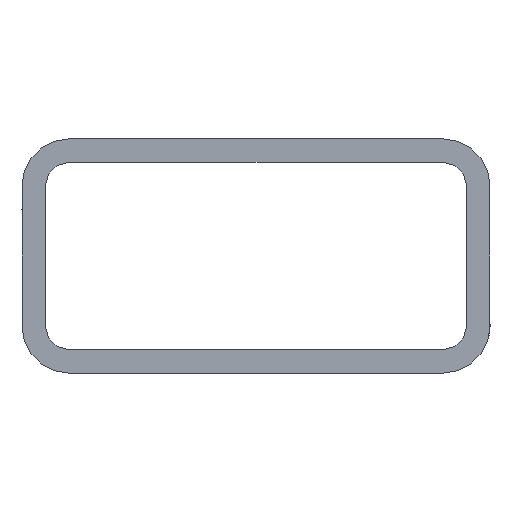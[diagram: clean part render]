
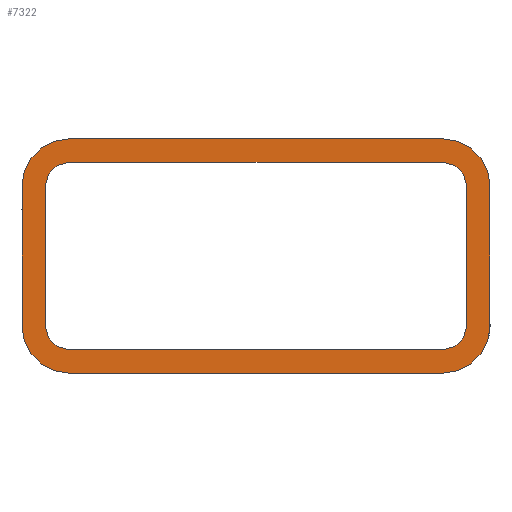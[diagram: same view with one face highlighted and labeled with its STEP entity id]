
A CAD part, front view. The second image highlights one B-rep face of the part: STEP entity #7322.
In plain terms, the highlighted planar face has unit normal (0, -1, 0).
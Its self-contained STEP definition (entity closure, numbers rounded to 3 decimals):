
#8 = CARTESIAN_POINT ( 'NONE',  ( 70., -3250., -16.25 ) ) ;
#99 = EDGE_CURVE ( 'NONE', #9975, #2587, #9365, .T. ) ;
#168 = EDGE_CURVE ( 'NONE', #6799, #210, #1467, .T. ) ;
#210 = VERTEX_POINT ( 'NONE', #6038 ) ;
#240 = EDGE_CURVE ( 'NONE', #6698, #10633, #1623, .T. ) ;
#285 = EDGE_CURVE ( 'NONE', #8228, #1761, #2416, .T. ) ;
#419 = CARTESIAN_POINT ( 'NONE',  ( 124., -3250., -40.25 ) ) ;
#630 = DIRECTION ( 'NONE',  ( -1., 0., 0. ) ) ;
#839 = EDGE_CURVE ( 'NONE', #5387, #8256, #1355, .T. ) ;
#845 = CARTESIAN_POINT ( 'NONE',  ( 70., -3250., -16.25 ) ) ;
#883 = DIRECTION ( 'NONE',  ( 0., -1., 0. ) ) ;
#924 = CARTESIAN_POINT ( 'NONE',  ( 70., -3250., -34.25 ) ) ;
#957 = CARTESIAN_POINT ( 'NONE',  ( 124., -3250., -16.25 ) ) ;
#1054 = CIRCLE ( 'NONE', #7122, 6. ) ;
#1142 = CARTESIAN_POINT ( 'NONE',  ( 130., -3250., -34.25 ) ) ;
#1321 = LINE ( 'NONE', #8871, #5725 ) ;
#1355 = CIRCLE ( 'NONE', #4924, 3. ) ;
#1378 = ORIENTED_EDGE ( 'NONE', *, *, #99, .F. ) ;
#1386 = ORIENTED_EDGE ( 'NONE', *, *, #7386, .F. ) ;
#1405 = VERTEX_POINT ( 'NONE', #3069 ) ;
#1467 = LINE ( 'NONE', #8278, #7950 ) ;
#1486 = LINE ( 'NONE', #5677, #1762 ) ;
#1623 = LINE ( 'NONE', #8, #3840 ) ;
#1713 = FACE_BOUND ( 'NONE', #10223, .T. ) ;
#1752 = VECTOR ( 'NONE', #3454, 1000. ) ;
#1761 = VERTEX_POINT ( 'NONE', #8028 ) ;
#1762 = VECTOR ( 'NONE', #6690, 1000. ) ;
#1891 = CARTESIAN_POINT ( 'NONE',  ( 124., -3250., -37.25 ) ) ;
#2326 = DIRECTION ( 'NONE',  ( 0., 0., -1. ) ) ;
#2391 = LINE ( 'NONE', #10768, #6268 ) ;
#2416 = CIRCLE ( 'NONE', #10972, 6. ) ;
#2556 = AXIS2_PLACEMENT_3D ( 'NONE', #8940, #8833, #7988 ) ;
#2582 = DIRECTION ( 'NONE',  ( 0., 0., 1. ) ) ;
#2587 = VERTEX_POINT ( 'NONE', #6220 ) ;
#2609 = ORIENTED_EDGE ( 'NONE', *, *, #6253, .T. ) ;
#2825 = EDGE_CURVE ( 'NONE', #2587, #6812, #5201, .T. ) ;
#2839 = DIRECTION ( 'NONE',  ( 0., 0., -1. ) ) ;
#2855 = CIRCLE ( 'NONE', #9086, 6. ) ;
#2862 = CIRCLE ( 'NONE', #3386, 6. ) ;
#2875 = AXIS2_PLACEMENT_3D ( 'NONE', #3448, #883, #4285 ) ;
#2955 = EDGE_CURVE ( 'NONE', #6812, #7290, #6134, .T. ) ;
#3023 = DIRECTION ( 'NONE',  ( 0., -1., 0. ) ) ;
#3026 = ORIENTED_EDGE ( 'NONE', *, *, #240, .T. ) ;
#3069 = CARTESIAN_POINT ( 'NONE',  ( 73., -3250., -34.25 ) ) ;
#3127 = ORIENTED_EDGE ( 'NONE', *, *, #4115, .T. ) ;
#3308 = ORIENTED_EDGE ( 'NONE', *, *, #839, .F. ) ;
#3345 = VERTEX_POINT ( 'NONE', #9694 ) ;
#3386 = AXIS2_PLACEMENT_3D ( 'NONE', #957, #7715, #8719 ) ;
#3448 = CARTESIAN_POINT ( 'NONE',  ( 76., -3250., -16.25 ) ) ;
#3454 = DIRECTION ( 'NONE',  ( 1., 0., 0. ) ) ;
#3549 = AXIS2_PLACEMENT_3D ( 'NONE', #4102, #9968, #2326 ) ;
#3762 = CIRCLE ( 'NONE', #3549, 3. ) ;
#3807 = CARTESIAN_POINT ( 'NONE',  ( 76., -3250., -16.25 ) ) ;
#3815 = ORIENTED_EDGE ( 'NONE', *, *, #5907, .F. ) ;
#3818 = ORIENTED_EDGE ( 'NONE', *, *, #285, .T. ) ;
#3840 = VECTOR ( 'NONE', #8383, 1000. ) ;
#4102 = CARTESIAN_POINT ( 'NONE',  ( 76., -3250., -34.25 ) ) ;
#4115 = EDGE_CURVE ( 'NONE', #210, #6698, #1054, .T. ) ;
#4180 = CARTESIAN_POINT ( 'NONE',  ( 124., -3250., -37.25 ) ) ;
#4189 = CARTESIAN_POINT ( 'NONE',  ( 76., -3250., -34.25 ) ) ;
#4233 = LINE ( 'NONE', #4180, #1752 ) ;
#4243 = DIRECTION ( 'NONE',  ( 0., 0., -1. ) ) ;
#4285 = DIRECTION ( 'NONE',  ( 0., 0., -1. ) ) ;
#4398 = EDGE_CURVE ( 'NONE', #7384, #9975, #4233, .T. ) ;
#4491 = LINE ( 'NONE', #1142, #6796 ) ;
#4499 = CARTESIAN_POINT ( 'NONE',  ( 73., -3250., -16.25 ) ) ;
#4548 = ORIENTED_EDGE ( 'NONE', *, *, #2955, .F. ) ;
#4565 = ORIENTED_EDGE ( 'NONE', *, *, #6713, .T. ) ;
#4588 = ORIENTED_EDGE ( 'NONE', *, *, #2825, .F. ) ;
#4911 = VERTEX_POINT ( 'NONE', #6457 ) ;
#4924 = AXIS2_PLACEMENT_3D ( 'NONE', #6252, #8766, #6197 ) ;
#5007 = ORIENTED_EDGE ( 'NONE', *, *, #168, .T. ) ;
#5182 = CARTESIAN_POINT ( 'NONE',  ( 124., -3250., -13.25 ) ) ;
#5201 = LINE ( 'NONE', #8498, #8039 ) ;
#5227 = EDGE_CURVE ( 'NONE', #1761, #4911, #4491, .T. ) ;
#5315 = DIRECTION ( 'NONE',  ( 0., 0., 1. ) ) ;
#5353 = ORIENTED_EDGE ( 'NONE', *, *, #4398, .F. ) ;
#5373 = DIRECTION ( 'NONE',  ( 0., 0., -1. ) ) ;
#5387 = VERTEX_POINT ( 'NONE', #10730 ) ;
#5446 = AXIS2_PLACEMENT_3D ( 'NONE', #10675, #3023, #6445 ) ;
#5677 = CARTESIAN_POINT ( 'NONE',  ( 124., -3250., -40.25 ) ) ;
#5725 = VECTOR ( 'NONE', #2839, 1000. ) ;
#5787 = ORIENTED_EDGE ( 'NONE', *, *, #5227, .T. ) ;
#5907 = EDGE_CURVE ( 'NONE', #7290, #5387, #2391, .T. ) ;
#5937 = CARTESIAN_POINT ( 'NONE',  ( 124., -3250., -34.25 ) ) ;
#6038 = CARTESIAN_POINT ( 'NONE',  ( 76., -3250., -10.25 ) ) ;
#6134 = CIRCLE ( 'NONE', #2556, 3. ) ;
#6197 = DIRECTION ( 'NONE',  ( 0., 0., -1. ) ) ;
#6220 = CARTESIAN_POINT ( 'NONE',  ( 127., -3250., -34.25 ) ) ;
#6242 = EDGE_CURVE ( 'NONE', #1405, #7384, #3762, .T. ) ;
#6252 = CARTESIAN_POINT ( 'NONE',  ( 76., -3250., -16.25 ) ) ;
#6253 = EDGE_CURVE ( 'NONE', #3345, #8228, #1486, .T. ) ;
#6268 = VECTOR ( 'NONE', #10872, 1000. ) ;
#6417 = CARTESIAN_POINT ( 'NONE',  ( 76., -3250., -37.25 ) ) ;
#6445 = DIRECTION ( 'NONE',  ( 0., 0., -1. ) ) ;
#6457 = CARTESIAN_POINT ( 'NONE',  ( 130., -3250., -16.25 ) ) ;
#6690 = DIRECTION ( 'NONE',  ( 1., 0., 0. ) ) ;
#6698 = VERTEX_POINT ( 'NONE', #845 ) ;
#6713 = EDGE_CURVE ( 'NONE', #10633, #3345, #2855, .T. ) ;
#6796 = VECTOR ( 'NONE', #5315, 1000. ) ;
#6799 = VERTEX_POINT ( 'NONE', #7766 ) ;
#6804 = EDGE_CURVE ( 'NONE', #4911, #6799, #2862, .T. ) ;
#6812 = VERTEX_POINT ( 'NONE', #7104 ) ;
#7104 = CARTESIAN_POINT ( 'NONE',  ( 127., -3250., -16.25 ) ) ;
#7122 = AXIS2_PLACEMENT_3D ( 'NONE', #3807, #9552, #5373 ) ;
#7290 = VERTEX_POINT ( 'NONE', #5182 ) ;
#7322 = ADVANCED_FACE ( 'NONE', ( #1713, #8535 ), #8656, .T. ) ;
#7384 = VERTEX_POINT ( 'NONE', #6417 ) ;
#7386 = EDGE_CURVE ( 'NONE', #8256, #1405, #1321, .T. ) ;
#7715 = DIRECTION ( 'NONE',  ( 0., -1., 0. ) ) ;
#7766 = CARTESIAN_POINT ( 'NONE',  ( 124., -3250., -10.25 ) ) ;
#7950 = VECTOR ( 'NONE', #630, 1000. ) ;
#7988 = DIRECTION ( 'NONE',  ( 0., 0., -1. ) ) ;
#8028 = CARTESIAN_POINT ( 'NONE',  ( 130., -3250., -34.25 ) ) ;
#8039 = VECTOR ( 'NONE', #2582, 1000. ) ;
#8228 = VERTEX_POINT ( 'NONE', #419 ) ;
#8256 = VERTEX_POINT ( 'NONE', #4499 ) ;
#8278 = CARTESIAN_POINT ( 'NONE',  ( 76., -3250., -10.25 ) ) ;
#8383 = DIRECTION ( 'NONE',  ( 0., 0., -1. ) ) ;
#8498 = CARTESIAN_POINT ( 'NONE',  ( 127., -3250., -16.25 ) ) ;
#8535 = FACE_OUTER_BOUND ( 'NONE', #9646, .T. ) ;
#8550 = DIRECTION ( 'NONE',  ( 0., 0., -1. ) ) ;
#8656 = PLANE ( 'NONE',  #2875 ) ;
#8719 = DIRECTION ( 'NONE',  ( 0., 0., -1. ) ) ;
#8766 = DIRECTION ( 'NONE',  ( 0., -1., 0. ) ) ;
#8833 = DIRECTION ( 'NONE',  ( 0., -1., 0. ) ) ;
#8871 = CARTESIAN_POINT ( 'NONE',  ( 73., -3250., -34.25 ) ) ;
#8940 = CARTESIAN_POINT ( 'NONE',  ( 124., -3250., -16.25 ) ) ;
#9086 = AXIS2_PLACEMENT_3D ( 'NONE', #4189, #9164, #4243 ) ;
#9164 = DIRECTION ( 'NONE',  ( 0., -1., 0. ) ) ;
#9329 = DIRECTION ( 'NONE',  ( 0., -1., 0. ) ) ;
#9365 = CIRCLE ( 'NONE', #5446, 3. ) ;
#9552 = DIRECTION ( 'NONE',  ( 0., -1., 0. ) ) ;
#9646 = EDGE_LOOP ( 'NONE', ( #3127, #3026, #4565, #2609, #3818, #5787, #9965, #5007 ) ) ;
#9694 = CARTESIAN_POINT ( 'NONE',  ( 76., -3250., -40.25 ) ) ;
#9965 = ORIENTED_EDGE ( 'NONE', *, *, #6804, .T. ) ;
#9968 = DIRECTION ( 'NONE',  ( 0., -1., 0. ) ) ;
#9975 = VERTEX_POINT ( 'NONE', #1891 ) ;
#10223 = EDGE_LOOP ( 'NONE', ( #3308, #3815, #4548, #4588, #1378, #5353, #10592, #1386 ) ) ;
#10592 = ORIENTED_EDGE ( 'NONE', *, *, #6242, .F. ) ;
#10633 = VERTEX_POINT ( 'NONE', #924 ) ;
#10675 = CARTESIAN_POINT ( 'NONE',  ( 124., -3250., -34.25 ) ) ;
#10730 = CARTESIAN_POINT ( 'NONE',  ( 76., -3250., -13.25 ) ) ;
#10768 = CARTESIAN_POINT ( 'NONE',  ( 76., -3250., -13.25 ) ) ;
#10872 = DIRECTION ( 'NONE',  ( -1., 0., 0. ) ) ;
#10972 = AXIS2_PLACEMENT_3D ( 'NONE', #5937, #9329, #8550 ) ;
